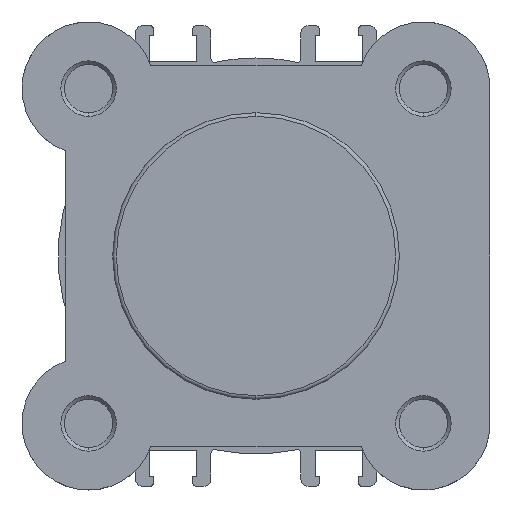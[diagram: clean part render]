
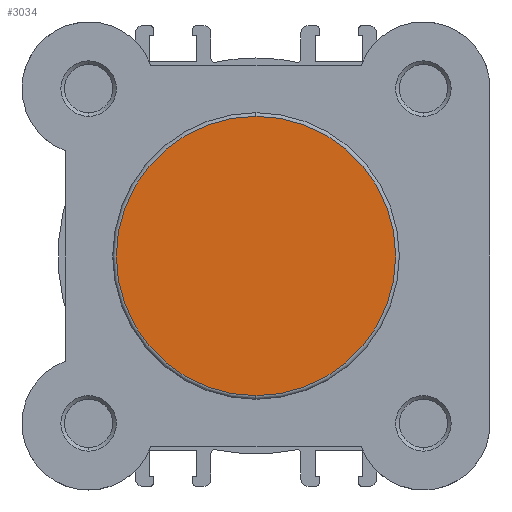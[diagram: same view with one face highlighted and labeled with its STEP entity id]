
A CAD part, left-side view. The second image highlights one B-rep face of the part: STEP entity #3034.
In plain terms, the highlighted planar face has unit normal (-1, 0, 0).
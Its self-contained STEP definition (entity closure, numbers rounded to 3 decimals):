
#1477 = EDGE_LOOP ( 'NONE', ( #1684, #1683 ) ) ;
#1683 = ORIENTED_EDGE ( 'NONE', *, *, #2977, .T. ) ;
#1684 = ORIENTED_EDGE ( 'NONE', *, *, #3060, .T. ) ;
#2977 = EDGE_CURVE ( 'NONE', #7076, #6778, #6616, .T. ) ;
#3034 = ADVANCED_FACE ( 'NONE', ( #5370 ), #4426, .F. ) ;
#3060 = EDGE_CURVE ( 'NONE', #6778, #7076, #5404, .T. ) ;
#3571 = AXIS2_PLACEMENT_3D ( 'NONE', #4228, #4231, #4232 ) ;
#4228 = CARTESIAN_POINT ( 'NONE',  ( 0., 0., 0. ) ) ;
#4231 = DIRECTION ( 'NONE',  ( -1., 0., 0. ) ) ;
#4232 = DIRECTION ( 'NONE',  ( 0., 0., -1. ) ) ;
#4423 = CARTESIAN_POINT ( 'NONE',  ( 0., 19.9, 0. ) ) ;
#4426 = PLANE ( 'NONE',  #5257 ) ;
#4427 = DIRECTION ( 'NONE',  ( 1., 0., 0. ) ) ;
#4428 = DIRECTION ( 'NONE',  ( 0., 0., -1. ) ) ;
#4491 = CARTESIAN_POINT ( 'NONE',  ( 0., 0., 0. ) ) ;
#4501 = DIRECTION ( 'NONE',  ( -1., 0., 0. ) ) ;
#4502 = DIRECTION ( 'NONE',  ( 0., 0., -1. ) ) ;
#4816 = CARTESIAN_POINT ( 'NONE',  ( 0., 0., -19.4 ) ) ;
#5039 = CARTESIAN_POINT ( 'NONE',  ( 0., 0., 19.4 ) ) ;
#5257 = AXIS2_PLACEMENT_3D ( 'NONE', #4423, #4427, #4428 ) ;
#5273 = AXIS2_PLACEMENT_3D ( 'NONE', #4491, #4501, #4502 ) ;
#5370 = FACE_OUTER_BOUND ( 'NONE', #1477, .T. ) ;
#5404 = CIRCLE ( 'NONE', #5273, 19.4 ) ;
#6616 = CIRCLE ( 'NONE', #3571, 19.4 ) ;
#6778 = VERTEX_POINT ( 'NONE', #4816 ) ;
#7076 = VERTEX_POINT ( 'NONE', #5039 ) ;
